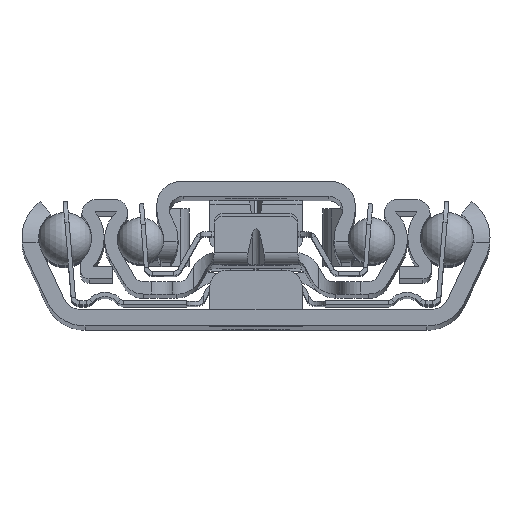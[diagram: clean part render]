
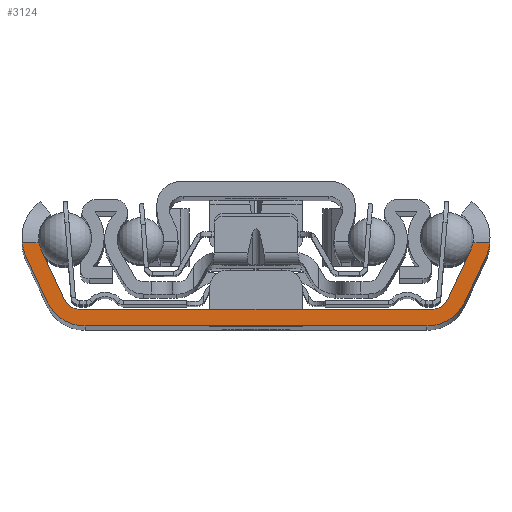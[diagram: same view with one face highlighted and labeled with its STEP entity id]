
A CAD part, top view. The second image highlights one B-rep face of the part: STEP entity #3124.
In plain terms, the highlighted planar face has unit normal (0, 0, 1).
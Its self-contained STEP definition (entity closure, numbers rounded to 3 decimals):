
#36=DIRECTION('',(1.,0.,0.));
#37=VECTOR('',#36,2.009);
#38=CARTESIAN_POINT('',(-27.867,9.9,0.));
#39=LINE('',#38,#37);
#40=CARTESIAN_POINT('',(-22.41,10.5,0.));
#41=DIRECTION('',(0.,0.,-1.));
#42=DIRECTION('',(-0.906,-0.423,0.));
#43=AXIS2_PLACEMENT_3D('',#40,#41,#42);
#45=DIRECTION('',(-0.423,0.906,0.));
#46=VECTOR('',#45,6.472);
#47=CARTESIAN_POINT('',(-22.847,3.155,0.));
#48=LINE('',#47,#46);
#49=CARTESIAN_POINT('',(-21.034,4.,0.));
#50=DIRECTION('',(0.,0.,-1.));
#51=DIRECTION('',(0.,-1.,0.));
#52=AXIS2_PLACEMENT_3D('',#49,#50,#51);
#54=DIRECTION('',(-1.,0.,0.));
#55=VECTOR('',#54,42.068);
#56=CARTESIAN_POINT('',(21.034,2.,0.));
#57=LINE('',#56,#55);
#58=CARTESIAN_POINT('',(21.034,4.,0.));
#59=DIRECTION('',(0.,0.,-1.));
#60=DIRECTION('',(0.906,-0.423,0.));
#61=AXIS2_PLACEMENT_3D('',#58,#59,#60);
#63=DIRECTION('',(-0.423,-0.906,0.));
#64=VECTOR('',#63,6.472);
#65=CARTESIAN_POINT('',(25.582,9.021,0.));
#66=LINE('',#65,#64);
#67=CARTESIAN_POINT('',(22.41,10.5,0.));
#68=DIRECTION('',(0.,0.,-1.));
#69=DIRECTION('',(0.985,-0.171,0.));
#70=AXIS2_PLACEMENT_3D('',#67,#68,#69);
#72=DIRECTION('',(1.,0.,0.));
#73=VECTOR('',#72,2.009);
#74=CARTESIAN_POINT('',(25.858,9.9,0.));
#75=LINE('',#74,#73);
#76=CARTESIAN_POINT('',(22.41,10.5,0.));
#77=DIRECTION('',(0.,0.,1.));
#78=DIRECTION('',(0.906,-0.423,0.));
#79=AXIS2_PLACEMENT_3D('',#76,#77,#78);
#81=DIRECTION('',(0.423,0.906,0.));
#82=VECTOR('',#81,5.84);
#83=CARTESIAN_POINT('',(24.918,2.887,0.));
#84=LINE('',#83,#82);
#85=CARTESIAN_POINT('',(20.386,5.,0.));
#86=DIRECTION('',(0.,0.,1.));
#87=DIRECTION('',(0.,-1.,0.));
#88=AXIS2_PLACEMENT_3D('',#85,#86,#87);
#90=DIRECTION('',(1.,0.,0.));
#91=VECTOR('',#90,40.772);
#92=CARTESIAN_POINT('',(-20.386,0.,0.));
#93=LINE('',#92,#91);
#94=CARTESIAN_POINT('',(-20.386,5.,0.));
#95=DIRECTION('',(0.,0.,1.));
#96=DIRECTION('',(-0.906,-0.423,0.));
#97=AXIS2_PLACEMENT_3D('',#94,#95,#96);
#99=DIRECTION('',(0.423,-0.906,0.));
#100=VECTOR('',#99,5.84);
#101=CARTESIAN_POINT('',(-27.386,8.18,0.));
#102=LINE('',#101,#100);
#103=CARTESIAN_POINT('',(-22.41,10.5,0.));
#104=DIRECTION('',(0.,0.,1.));
#105=DIRECTION('',(-0.994,-0.109,0.));
#106=AXIS2_PLACEMENT_3D('',#103,#104,#105);
#2647=CARTESIAN_POINT('',(-21.034,2.,0.));
#2648=CARTESIAN_POINT('',(-22.847,3.155,0.));
#2649=VERTEX_POINT('',#2647);
#2650=VERTEX_POINT('',#2648);
#2651=CARTESIAN_POINT('',(-25.582,9.021,0.));
#2652=VERTEX_POINT('',#2651);
#2653=CARTESIAN_POINT('',(-27.386,8.18,0.));
#2654=CARTESIAN_POINT('',(-24.918,2.887,0.));
#2655=VERTEX_POINT('',#2653);
#2656=VERTEX_POINT('',#2654);
#2657=CARTESIAN_POINT('',(-20.386,0.,0.));
#2658=VERTEX_POINT('',#2657);
#2659=CARTESIAN_POINT('',(20.386,0.,0.));
#2660=VERTEX_POINT('',#2659);
#2661=CARTESIAN_POINT('',(24.918,2.887,0.));
#2662=VERTEX_POINT('',#2661);
#2663=CARTESIAN_POINT('',(27.386,8.18,0.));
#2664=VERTEX_POINT('',#2663);
#2665=CARTESIAN_POINT('',(25.582,9.021,0.));
#2666=CARTESIAN_POINT('',(22.847,3.155,0.));
#2667=VERTEX_POINT('',#2665);
#2668=VERTEX_POINT('',#2666);
#2669=CARTESIAN_POINT('',(21.034,2.,0.));
#2670=VERTEX_POINT('',#2669);
#2751=CARTESIAN_POINT('',(-27.867,9.9,0.));
#2752=CARTESIAN_POINT('',(-25.858,9.9,0.));
#2753=VERTEX_POINT('',#2751);
#2754=VERTEX_POINT('',#2752);
#2755=CARTESIAN_POINT('',(25.858,9.9,0.));
#2756=CARTESIAN_POINT('',(27.867,9.9,0.));
#2757=VERTEX_POINT('',#2755);
#2758=VERTEX_POINT('',#2756);
#3085=CARTESIAN_POINT('',(0.,0.,0.));
#3086=DIRECTION('',(0.,0.,1.));
#3087=DIRECTION('',(1.,0.,0.));
#3088=AXIS2_PLACEMENT_3D('',#3085,#3086,#3087);
#3089=PLANE('',#3088);
#3091=ORIENTED_EDGE('',*,*,#3090,.T.);
#3093=ORIENTED_EDGE('',*,*,#3092,.F.);
#3095=ORIENTED_EDGE('',*,*,#3094,.F.);
#3097=ORIENTED_EDGE('',*,*,#3096,.F.);
#3099=ORIENTED_EDGE('',*,*,#3098,.F.);
#3101=ORIENTED_EDGE('',*,*,#3100,.F.);
#3103=ORIENTED_EDGE('',*,*,#3102,.F.);
#3105=ORIENTED_EDGE('',*,*,#3104,.F.);
#3107=ORIENTED_EDGE('',*,*,#3106,.T.);
#3109=ORIENTED_EDGE('',*,*,#3108,.F.);
#3111=ORIENTED_EDGE('',*,*,#3110,.F.);
#3113=ORIENTED_EDGE('',*,*,#3112,.F.);
#3115=ORIENTED_EDGE('',*,*,#3114,.F.);
#3117=ORIENTED_EDGE('',*,*,#3116,.F.);
#3119=ORIENTED_EDGE('',*,*,#3118,.F.);
#3121=ORIENTED_EDGE('',*,*,#3120,.F.);
#3122=EDGE_LOOP('',(#3091,#3093,#3095,#3097,#3099,#3101,#3103,#3105,#3107,#3109,
#3111,#3113,#3115,#3117,#3119,#3121));
#3123=FACE_OUTER_BOUND('',#3122,.F.);
#3124=ADVANCED_FACE('',(#3123),#3089,.T.);
#44=CIRCLE('',#43,3.5);
#53=CIRCLE('',#52,2.);
#62=CIRCLE('',#61,2.);
#71=CIRCLE('',#70,3.5);
#80=CIRCLE('',#79,5.49);
#89=CIRCLE('',#88,5.);
#98=CIRCLE('',#97,5.);
#107=CIRCLE('',#106,5.49);
#3090=EDGE_CURVE('',#2753,#2754,#39,.T.);
#3092=EDGE_CURVE('',#2652,#2754,#44,.T.);
#3094=EDGE_CURVE('',#2650,#2652,#48,.T.);
#3096=EDGE_CURVE('',#2649,#2650,#53,.T.);
#3098=EDGE_CURVE('',#2670,#2649,#57,.T.);
#3100=EDGE_CURVE('',#2668,#2670,#62,.T.);
#3102=EDGE_CURVE('',#2667,#2668,#66,.T.);
#3104=EDGE_CURVE('',#2757,#2667,#71,.T.);
#3106=EDGE_CURVE('',#2757,#2758,#75,.T.);
#3108=EDGE_CURVE('',#2664,#2758,#80,.T.);
#3110=EDGE_CURVE('',#2662,#2664,#84,.T.);
#3112=EDGE_CURVE('',#2660,#2662,#89,.T.);
#3114=EDGE_CURVE('',#2658,#2660,#93,.T.);
#3116=EDGE_CURVE('',#2656,#2658,#98,.T.);
#3118=EDGE_CURVE('',#2655,#2656,#102,.T.);
#3120=EDGE_CURVE('',#2753,#2655,#107,.T.);
